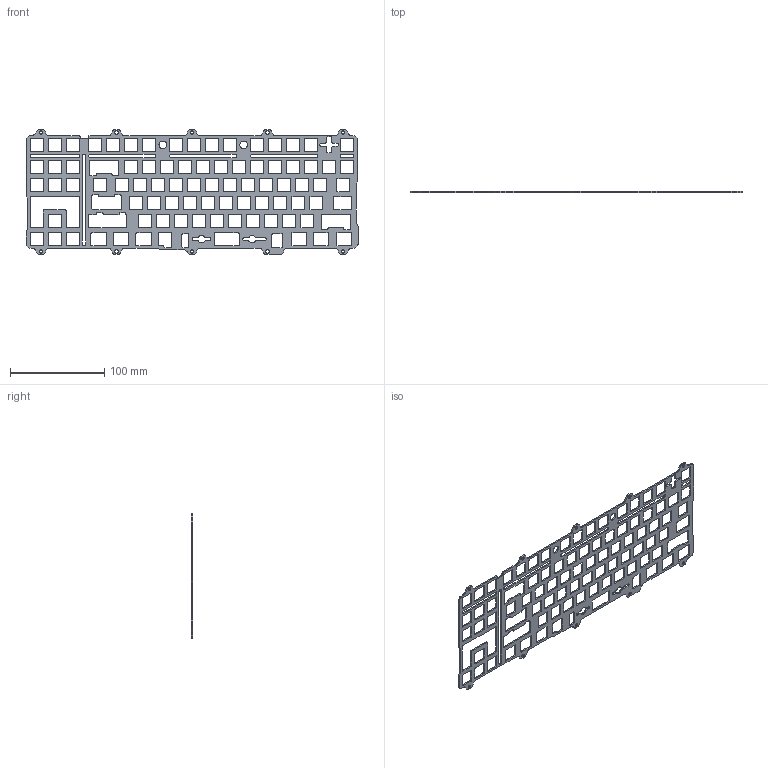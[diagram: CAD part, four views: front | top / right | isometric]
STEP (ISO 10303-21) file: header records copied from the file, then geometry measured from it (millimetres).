
FILE_DESCRIPTION (( 'STEP AP214' ), '1' );
FILE_NAME ('jane_plate_v1.STEP', '2021-01-13T17:34:39', ( '' ), ( '' ), 'SwSTEP 2.0', 'SolidWorks 2020', '' );
FILE_SCHEMA (( 'AUTOMOTIVE_DESIGN' ));
Length unit declared in the file: millimetre
Products named in the file (1): jane_plate_v1
Bounding box: 351.66 x 1.5 x 132.06 mm (x, y, z)
Volume: 30575.4 mm3; surface area: 51833.1 mm2
Topology: 1 solids, 1 shells, 985 faces, 2949 edges, 1966 vertices
Faces by surface type: cylinder 511, plane 474
Entity records: 33963 total; most frequent: DIRECTION 5943, CARTESIAN_POINT 5901, ORIENTED_EDGE 5898, EDGE_CURVE 2949, AXIS2_PLACEMENT_3D 2008, VERTEX_POINT 1966, LINE 1927, VECTOR 1927
